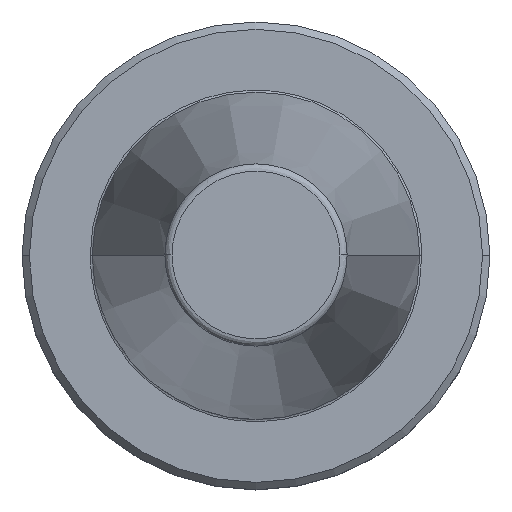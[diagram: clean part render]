
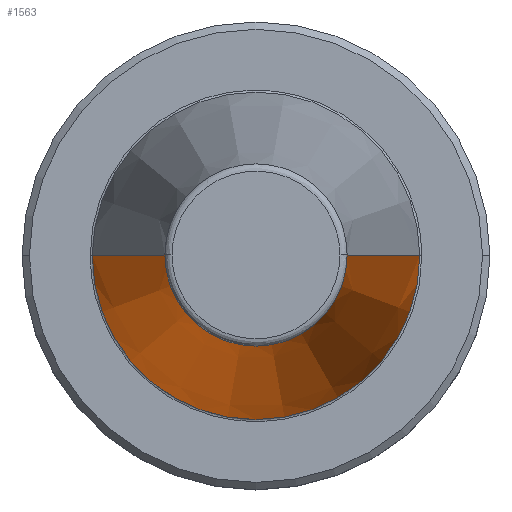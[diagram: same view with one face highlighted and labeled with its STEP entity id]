
A CAD part, top view. The second image highlights one B-rep face of the part: STEP entity #1563.
In plain terms, the highlighted conical face has half-angle 8.297 degrees and reference radius 22.225 mm.
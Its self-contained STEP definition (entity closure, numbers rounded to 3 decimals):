
#98 = VERTEX_POINT ( 'NONE', #1412 ) ;
#116 = DIRECTION ( 'NONE',  ( -1., 0., 0. ) ) ;
#156 = CARTESIAN_POINT ( 'NONE',  ( 12.375, 0., 67.544 ) ) ;
#186 = VERTEX_POINT ( 'NONE', #1086 ) ;
#187 = VERTEX_POINT ( 'NONE', #156 ) ;
#244 = LINE ( 'NONE', #644, #915 ) ;
#383 = CONICAL_SURFACE ( 'NONE', #1546, 22.225, 0.145 ) ;
#407 = CARTESIAN_POINT ( 'NONE',  ( 0., 0., 0. ) ) ;
#423 = DIRECTION ( 'NONE',  ( 0., 0., -1. ) ) ;
#430 = DIRECTION ( 'NONE',  ( 0., 0., 1. ) ) ;
#431 = CARTESIAN_POINT ( 'NONE',  ( 0., 0., 0. ) ) ;
#437 = DIRECTION ( 'NONE',  ( -1., 0., 0. ) ) ;
#536 = EDGE_LOOP ( 'NONE', ( #1293, #1030, #1593, #1388 ) ) ;
#616 = CIRCLE ( 'NONE', #807, 12.375 ) ;
#644 = CARTESIAN_POINT ( 'NONE',  ( -22.225, 0., 0. ) ) ;
#645 = DIRECTION ( 'NONE',  ( -0.144, 0., -0.99 ) ) ;
#691 = DIRECTION ( 'NONE',  ( -1., 0., 0. ) ) ;
#692 = DIRECTION ( 'NONE',  ( 0., 0., -1. ) ) ;
#693 = CARTESIAN_POINT ( 'NONE',  ( 0., 0., 67.544 ) ) ;
#773 = EDGE_CURVE ( 'NONE', #187, #826, #1315, .T. ) ;
#807 = AXIS2_PLACEMENT_3D ( 'NONE', #693, #692, #691 ) ;
#814 = CIRCLE ( 'NONE', #1322, 22.225 ) ;
#826 = VERTEX_POINT ( 'NONE', #1364 ) ;
#915 = VECTOR ( 'NONE', #645, 1000. ) ;
#1030 = ORIENTED_EDGE ( 'NONE', *, *, #1348, .T. ) ;
#1086 = CARTESIAN_POINT ( 'NONE',  ( -22.225, 0., 0. ) ) ;
#1259 = FACE_OUTER_BOUND ( 'NONE', #536, .T. ) ;
#1263 = VECTOR ( 'NONE', #1368, 1000. ) ;
#1293 = ORIENTED_EDGE ( 'NONE', *, *, #773, .F. ) ;
#1315 = LINE ( 'NONE', #1369, #1263 ) ;
#1322 = AXIS2_PLACEMENT_3D ( 'NONE', #431, #430, #116 ) ;
#1348 = EDGE_CURVE ( 'NONE', #187, #98, #616, .T. ) ;
#1364 = CARTESIAN_POINT ( 'NONE',  ( 22.225, 0., 0. ) ) ;
#1368 = DIRECTION ( 'NONE',  ( 0.144, 0., -0.99 ) ) ;
#1369 = CARTESIAN_POINT ( 'NONE',  ( 22.225, 0., 0. ) ) ;
#1388 = ORIENTED_EDGE ( 'NONE', *, *, #1490, .T. ) ;
#1412 = CARTESIAN_POINT ( 'NONE',  ( -12.375, 0., 67.544 ) ) ;
#1478 = EDGE_CURVE ( 'NONE', #98, #186, #244, .T. ) ;
#1490 = EDGE_CURVE ( 'NONE', #186, #826, #814, .T. ) ;
#1546 = AXIS2_PLACEMENT_3D ( 'NONE', #407, #423, #437 ) ;
#1563 = ADVANCED_FACE ( 'NONE', ( #1259 ), #383, .T. ) ;
#1593 = ORIENTED_EDGE ( 'NONE', *, *, #1478, .T. ) ;
